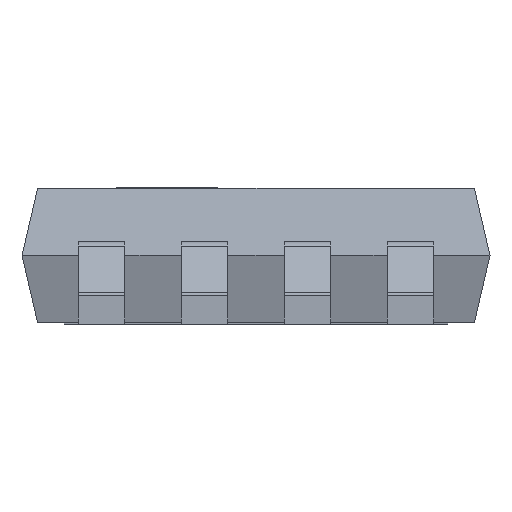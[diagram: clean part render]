
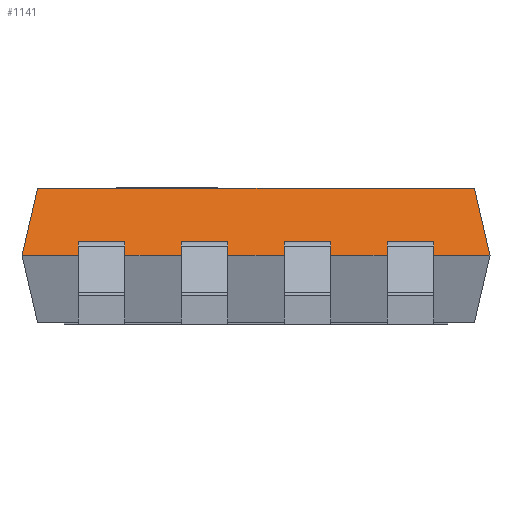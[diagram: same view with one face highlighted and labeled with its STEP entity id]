
A CAD part, front view. The second image highlights one B-rep face of the part: STEP entity #1141.
In plain terms, the highlighted planar face has unit normal (0, -0.959, 0.282).
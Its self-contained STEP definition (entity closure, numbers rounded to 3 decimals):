
#400 = VERTEX_POINT('',#401);
#401 = CARTESIAN_POINT('',(-1.4,-1.4,0.884));
#407 = EDGE_CURVE('',#400,#408,#410,.T.);
#408 = VERTEX_POINT('',#409);
#409 = CARTESIAN_POINT('',(1.4,-1.4,0.884));
#410 = LINE('',#411,#412);
#411 = CARTESIAN_POINT('',(0.,-1.4,0.884));
#412 = VECTOR('',#413,1.);
#413 = DIRECTION('',(1.,0.,0.));
#1141 = ADVANCED_FACE('',(#1142),#1295,.F.);
#1142 = FACE_BOUND('',#1143,.T.);
#1143 = EDGE_LOOP('',(#1144,#1154,#1162,#1170,#1178,#1186,#1194,#1202,
    #1210,#1218,#1226,#1234,#1242,#1250,#1258,#1266,#1274,#1282,#1288,
    #1289));
#1144 = ORIENTED_EDGE('',*,*,#1145,.T.);
#1145 = EDGE_CURVE('',#1146,#1148,#1150,.T.);
#1146 = VERTEX_POINT('',#1147);
#1147 = CARTESIAN_POINT('',(-1.5,-1.526,0.454));
#1148 = VERTEX_POINT('',#1149);
#1149 = CARTESIAN_POINT('',(-1.14,-1.526,0.454));
#1150 = LINE('',#1151,#1152);
#1151 = CARTESIAN_POINT('',(1.5,-1.526,0.454));
#1152 = VECTOR('',#1153,1.);
#1153 = DIRECTION('',(1.,0.,0.));
#1154 = ORIENTED_EDGE('',*,*,#1155,.F.);
#1155 = EDGE_CURVE('',#1156,#1148,#1158,.T.);
#1156 = VERTEX_POINT('',#1157);
#1157 = CARTESIAN_POINT('',(-1.14,-1.5,0.544));
#1158 = LINE('',#1159,#1160);
#1159 = CARTESIAN_POINT('',(-1.14,-1.4,0.884));
#1160 = VECTOR('',#1161,1.);
#1161 = DIRECTION('',(0.,-0.282,-0.959));
#1162 = ORIENTED_EDGE('',*,*,#1163,.F.);
#1163 = EDGE_CURVE('',#1164,#1156,#1166,.T.);
#1164 = VERTEX_POINT('',#1165);
#1165 = CARTESIAN_POINT('',(-0.84,-1.5,0.544));
#1166 = LINE('',#1167,#1168);
#1167 = CARTESIAN_POINT('',(1.5,-1.5,0.544));
#1168 = VECTOR('',#1169,1.);
#1169 = DIRECTION('',(-1.,0.,0.));
#1170 = ORIENTED_EDGE('',*,*,#1171,.F.);
#1171 = EDGE_CURVE('',#1172,#1164,#1174,.T.);
#1172 = VERTEX_POINT('',#1173);
#1173 = CARTESIAN_POINT('',(-0.84,-1.526,0.454));
#1174 = LINE('',#1175,#1176);
#1175 = CARTESIAN_POINT('',(-0.84,-1.4,0.884));
#1176 = VECTOR('',#1177,1.);
#1177 = DIRECTION('',(0.,0.282,0.959));
#1178 = ORIENTED_EDGE('',*,*,#1179,.T.);
#1179 = EDGE_CURVE('',#1172,#1180,#1182,.T.);
#1180 = VERTEX_POINT('',#1181);
#1181 = CARTESIAN_POINT('',(-0.48,-1.526,0.454));
#1182 = LINE('',#1183,#1184);
#1183 = CARTESIAN_POINT('',(1.5,-1.526,0.454));
#1184 = VECTOR('',#1185,1.);
#1185 = DIRECTION('',(1.,0.,0.));
#1186 = ORIENTED_EDGE('',*,*,#1187,.F.);
#1187 = EDGE_CURVE('',#1188,#1180,#1190,.T.);
#1188 = VERTEX_POINT('',#1189);
#1189 = CARTESIAN_POINT('',(-0.48,-1.5,0.544));
#1190 = LINE('',#1191,#1192);
#1191 = CARTESIAN_POINT('',(-0.48,-1.4,0.884));
#1192 = VECTOR('',#1193,1.);
#1193 = DIRECTION('',(0.,-0.282,-0.959));
#1194 = ORIENTED_EDGE('',*,*,#1195,.F.);
#1195 = EDGE_CURVE('',#1196,#1188,#1198,.T.);
#1196 = VERTEX_POINT('',#1197);
#1197 = CARTESIAN_POINT('',(-0.18,-1.5,0.544));
#1198 = LINE('',#1199,#1200);
#1199 = CARTESIAN_POINT('',(1.5,-1.5,0.544));
#1200 = VECTOR('',#1201,1.);
#1201 = DIRECTION('',(-1.,0.,0.));
#1202 = ORIENTED_EDGE('',*,*,#1203,.F.);
#1203 = EDGE_CURVE('',#1204,#1196,#1206,.T.);
#1204 = VERTEX_POINT('',#1205);
#1205 = CARTESIAN_POINT('',(-0.18,-1.526,0.454));
#1206 = LINE('',#1207,#1208);
#1207 = CARTESIAN_POINT('',(-0.18,-1.4,0.884));
#1208 = VECTOR('',#1209,1.);
#1209 = DIRECTION('',(0.,0.282,0.959));
#1210 = ORIENTED_EDGE('',*,*,#1211,.T.);
#1211 = EDGE_CURVE('',#1204,#1212,#1214,.T.);
#1212 = VERTEX_POINT('',#1213);
#1213 = CARTESIAN_POINT('',(0.18,-1.526,0.454));
#1214 = LINE('',#1215,#1216);
#1215 = CARTESIAN_POINT('',(1.5,-1.526,0.454));
#1216 = VECTOR('',#1217,1.);
#1217 = DIRECTION('',(1.,0.,0.));
#1218 = ORIENTED_EDGE('',*,*,#1219,.F.);
#1219 = EDGE_CURVE('',#1220,#1212,#1222,.T.);
#1220 = VERTEX_POINT('',#1221);
#1221 = CARTESIAN_POINT('',(0.18,-1.5,0.544));
#1222 = LINE('',#1223,#1224);
#1223 = CARTESIAN_POINT('',(0.18,-1.4,0.884));
#1224 = VECTOR('',#1225,1.);
#1225 = DIRECTION('',(0.,-0.282,-0.959));
#1226 = ORIENTED_EDGE('',*,*,#1227,.F.);
#1227 = EDGE_CURVE('',#1228,#1220,#1230,.T.);
#1228 = VERTEX_POINT('',#1229);
#1229 = CARTESIAN_POINT('',(0.48,-1.5,0.544));
#1230 = LINE('',#1231,#1232);
#1231 = CARTESIAN_POINT('',(1.5,-1.5,0.544));
#1232 = VECTOR('',#1233,1.);
#1233 = DIRECTION('',(-1.,0.,0.));
#1234 = ORIENTED_EDGE('',*,*,#1235,.F.);
#1235 = EDGE_CURVE('',#1236,#1228,#1238,.T.);
#1236 = VERTEX_POINT('',#1237);
#1237 = CARTESIAN_POINT('',(0.48,-1.526,0.454));
#1238 = LINE('',#1239,#1240);
#1239 = CARTESIAN_POINT('',(0.48,-1.4,0.884));
#1240 = VECTOR('',#1241,1.);
#1241 = DIRECTION('',(0.,0.282,0.959));
#1242 = ORIENTED_EDGE('',*,*,#1243,.T.);
#1243 = EDGE_CURVE('',#1236,#1244,#1246,.T.);
#1244 = VERTEX_POINT('',#1245);
#1245 = CARTESIAN_POINT('',(0.84,-1.526,0.454));
#1246 = LINE('',#1247,#1248);
#1247 = CARTESIAN_POINT('',(1.5,-1.526,0.454));
#1248 = VECTOR('',#1249,1.);
#1249 = DIRECTION('',(1.,0.,0.));
#1250 = ORIENTED_EDGE('',*,*,#1251,.F.);
#1251 = EDGE_CURVE('',#1252,#1244,#1254,.T.);
#1252 = VERTEX_POINT('',#1253);
#1253 = CARTESIAN_POINT('',(0.84,-1.5,0.544));
#1254 = LINE('',#1255,#1256);
#1255 = CARTESIAN_POINT('',(0.84,-1.4,0.884));
#1256 = VECTOR('',#1257,1.);
#1257 = DIRECTION('',(0.,-0.282,-0.959));
#1258 = ORIENTED_EDGE('',*,*,#1259,.F.);
#1259 = EDGE_CURVE('',#1260,#1252,#1262,.T.);
#1260 = VERTEX_POINT('',#1261);
#1261 = CARTESIAN_POINT('',(1.14,-1.5,0.544));
#1262 = LINE('',#1263,#1264);
#1263 = CARTESIAN_POINT('',(1.5,-1.5,0.544));
#1264 = VECTOR('',#1265,1.);
#1265 = DIRECTION('',(-1.,0.,0.));
#1266 = ORIENTED_EDGE('',*,*,#1267,.F.);
#1267 = EDGE_CURVE('',#1268,#1260,#1270,.T.);
#1268 = VERTEX_POINT('',#1269);
#1269 = CARTESIAN_POINT('',(1.14,-1.526,0.454));
#1270 = LINE('',#1271,#1272);
#1271 = CARTESIAN_POINT('',(1.14,-1.4,0.884));
#1272 = VECTOR('',#1273,1.);
#1273 = DIRECTION('',(0.,0.282,0.959));
#1274 = ORIENTED_EDGE('',*,*,#1275,.T.);
#1275 = EDGE_CURVE('',#1268,#1276,#1278,.T.);
#1276 = VERTEX_POINT('',#1277);
#1277 = CARTESIAN_POINT('',(1.5,-1.526,0.454));
#1278 = LINE('',#1279,#1280);
#1279 = CARTESIAN_POINT('',(1.5,-1.526,0.454));
#1280 = VECTOR('',#1281,1.);
#1281 = DIRECTION('',(1.,0.,0.));
#1282 = ORIENTED_EDGE('',*,*,#1283,.F.);
#1283 = EDGE_CURVE('',#408,#1276,#1284,.T.);
#1284 = LINE('',#1285,#1286);
#1285 = CARTESIAN_POINT('',(1.4,-1.4,0.884));
#1286 = VECTOR('',#1287,1.);
#1287 = DIRECTION('',(0.218,-0.275,-0.936));
#1288 = ORIENTED_EDGE('',*,*,#407,.F.);
#1289 = ORIENTED_EDGE('',*,*,#1290,.F.);
#1290 = EDGE_CURVE('',#1146,#400,#1291,.T.);
#1291 = LINE('',#1292,#1293);
#1292 = CARTESIAN_POINT('',(-1.5,-1.526,0.454));
#1293 = VECTOR('',#1294,1.);
#1294 = DIRECTION('',(0.218,0.275,0.936));
#1295 = PLANE('',#1296);
#1296 = AXIS2_PLACEMENT_3D('',#1297,#1298,#1299);
#1297 = CARTESIAN_POINT('',(1.5,-1.4,0.884));
#1298 = DIRECTION('',(0.,0.959,-0.282));
#1299 = DIRECTION('',(0.,0.282,0.959));
